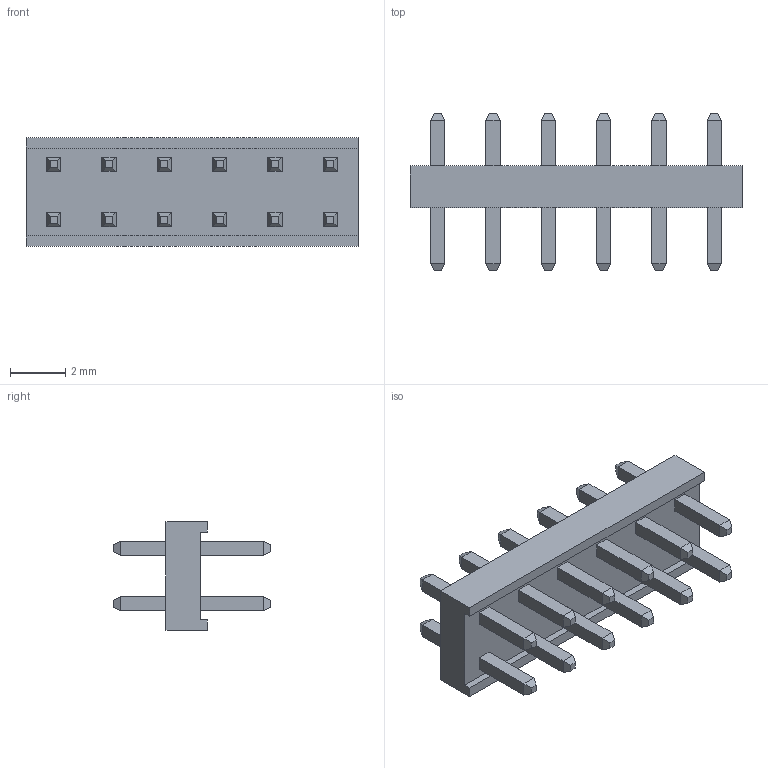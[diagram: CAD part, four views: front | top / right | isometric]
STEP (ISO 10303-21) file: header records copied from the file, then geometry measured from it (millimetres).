
FILE_DESCRIPTION(/* description */ ('STEP AP214'),/* implementation_level */ '2;1');
FILE_NAME(/* name */ 'TMM-106-04-G-D',/* time_stamp */ '2025-02-26T03:01:57+01:00',/* author */ ('License CC BY-ND 4.0'),/* organization */ ('CADENAS'),/* preprocessor_version */ 'ST-DEVELOPER v19.3',/* originating_system */ 'PARTsolutions',/* authorisation */ ' ');
FILE_SCHEMA (('AUTOMOTIVE_DESIGN {1 0 10303 214 3 1 1}'));
Length unit declared in the file: inch
Products named in the file (4): TMM-106-04-G-D; TMM-106-04-G-D_body; TMM-106-04-G-D_pins1; TMM-106-04-G-D_pins2
Assembly tree (3 placements, depth 2):
  TMM-106-04-G-D
    TMM-106-04-G-D_body
    TMM-106-04-G-D_pins1
    TMM-106-04-G-D_pins2
Bounding box: 12 x 5.69 x 3.94 mm (x, y, z)
Volume: 87.7 mm3; surface area: 434.1 mm2
Topology: 3 solids, 3 shells, 282 faces, 672 edges, 416 vertices
Faces by surface type: plane 282
Entity records: 8000 total; most frequent: CARTESIAN_POINT 1374, ORIENTED_EDGE 1344, DIRECTION 1244, EDGE_CURVE 672, LINE 672, VECTOR 672, VERTEX_POINT 416, EDGE_LOOP 326
